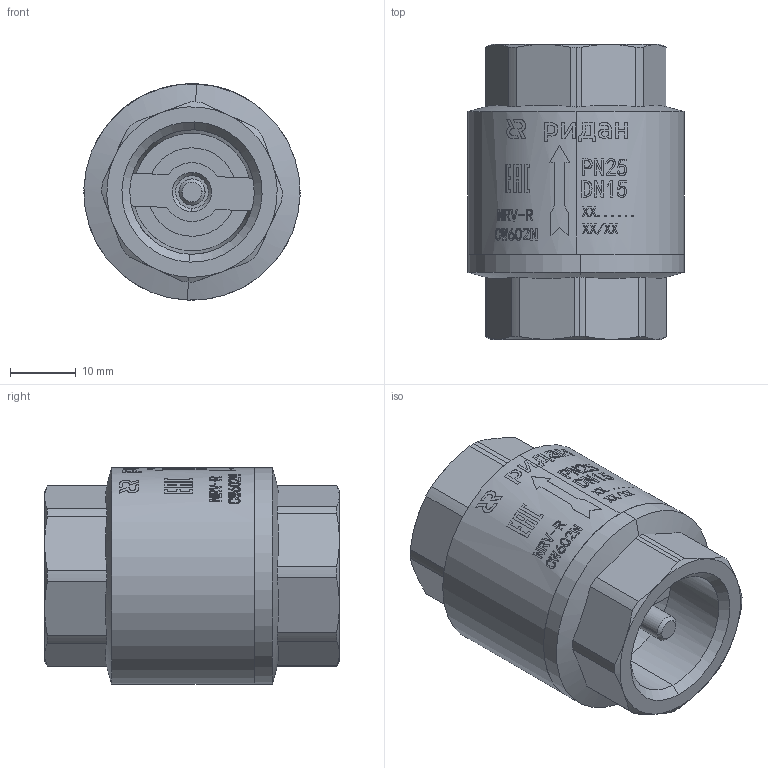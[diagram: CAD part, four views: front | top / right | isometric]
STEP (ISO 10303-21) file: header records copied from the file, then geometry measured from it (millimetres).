
FILE_DESCRIPTION (( 'STEP AP214' ), '1' );
FILE_NAME ('砦隙概0.5.STEP', '2023-03-07T06:53:55', ( '' ), ( '' ), 'SwSTEP 2.0', 'SolidWorks 2016', '' );
FILE_SCHEMA (( 'AUTOMOTIVE_DESIGN' ));
Length unit declared in the file: millimetre
Products named in the file (6): 概簽; 菜え; 0.5粟銅砦隙概郋3000703100020; 粟銅 蚾饜; 概极2110103_趼; 砦隙概0.5
Assembly tree (5 placements, depth 2):
  砦隙概0.5
    概极2110103_趼
    粟銅 蚾饜
    0.5粟銅砦隙概郋3000703100020
    菜え
    概簽
Bounding box: 33 x 45 x 33.01 mm (x, y, z)
Volume: 17962.1 mm3; surface area: 14651.7 mm2
Topology: 5 solids, 5 shells, 655 faces, 1688 edges, 1103 vertices
Faces by surface type: plane 290, bspline 190, cylinder 119, cone 48, torus 8
Entity records: 38505 total; most frequent: CARTESIAN_POINT 23674, ORIENTED_EDGE 3376, DIRECTION 2435, EDGE_CURVE 1688, VERTEX_POINT 1103, AXIS2_PLACEMENT_3D 982, EDGE_LOOP 729, B_SPLINE_CURVE_WITH_KNOTS 708
